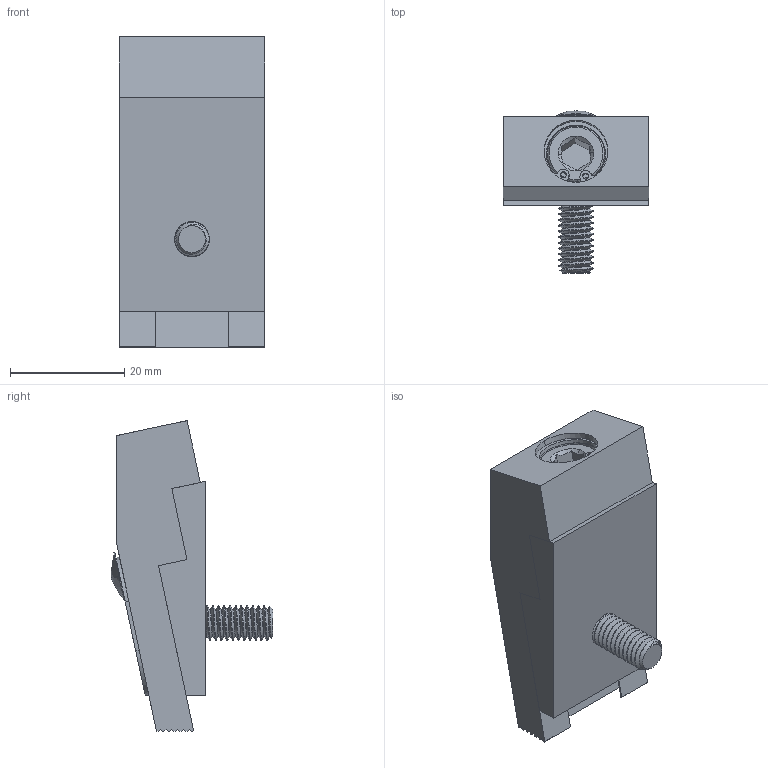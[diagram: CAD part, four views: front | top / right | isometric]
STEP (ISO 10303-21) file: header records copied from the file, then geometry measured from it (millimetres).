
FILE_DESCRIPTION (( 'STEP AP214' ), '1' );
FILE_NAME ('11060.STEP', '2025-10-21T14:33:09', ( '' ), ( '' ), 'SwSTEP 2.0', 'SolidWorks 2021', '' );
FILE_SCHEMA (( 'AUTOMOTIVE_DESIGN' ));
Length unit declared in the file: inch
Products named in the file (7): 110602_default; 110604; 11060; 110603_default; 110601_default; 110605_default; 91290A323
Assembly tree (7 placements, depth 2):
  11060
    110601_default
    110602_default
    110603_default
    110604
    110605_default
    91290A323  x2
Bounding box: 25.4 x 28.29 x 54.29 mm (x, y, z)
Volume: 16350.6 mm3; surface area: 11705.3 mm2
Topology: 7 solids, 7 shells, 342 faces, 904 edges, 591 vertices
Faces by surface type: plane 149, cylinder 135, cone 38, torus 10, bspline 10
Entity records: 12189 total; most frequent: CARTESIAN_POINT 5187, ORIENTED_EDGE 1464, DIRECTION 1297, EDGE_CURVE 732, VERTEX_POINT 481, AXIS2_PLACEMENT_3D 435, LINE 427, VECTOR 427
